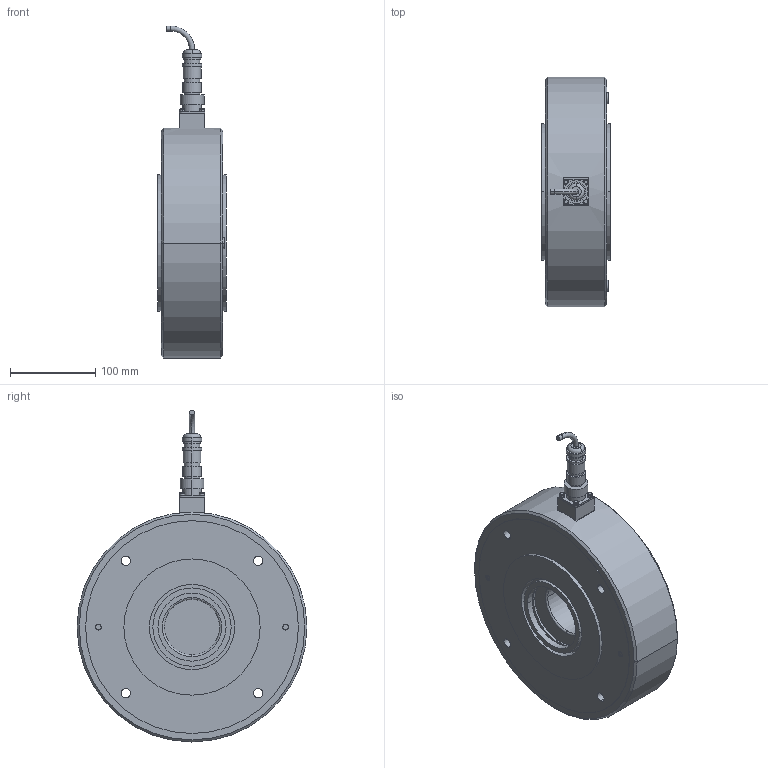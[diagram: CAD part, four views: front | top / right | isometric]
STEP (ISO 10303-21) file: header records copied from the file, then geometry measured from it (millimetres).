
FILE_DESCRIPTION((''),'2;1');
FILE_NAME('31101943_-.stp','2019-10-09T15:42:26',(''),(''),'Mechanical Desktop 2009','Mechanical Desktop 2009',', , ');
FILE_SCHEMA(('CONFIG_CONTROL_DESIGN'));
Length unit declared in the file: millimetre
Products named in the file (33): ZEICHNUNG2; L50008; L4899004; TEIL1AA; L48999A; TEIL1A; L48998; TEIL1; L49026; TEIL1AAAA; I-6KT_SCHRAUBE_M3X25; I-6KT_SCHRAUBE_M3X25A; FEDERRING_M3A; FEDERRING_M3; V_RING_V80A; V_RING_V80AA; L4410401; TEIL1AAA; I-6KT_SCHRAUBE_M8X65A; I-6KT_SCHRAUBE_M8X65; SICHERUNGSRING_J140; SICHERUNGSRING_J140A; PENDELKUGELLAGER_1313TV; PENDELKUGELLAGER_1313TVA; KABELDOSE_PG_AMPH_4-POL; KABELDOSE_PG_AMPH_4-POLA; L50008A; L48999; L48998A; RM_SDB; FLANSCHDOSE_14S-2P_4-POLIG; FLANSCHDOSE_14S-2P_4-POLIGA; RM_SDBA
Assembly tree (39 placements, depth 4):
  ZEICHNUNG2
    L50008
      L4899004
        TEIL1AA
      L48999A
        TEIL1A
      L48998
        TEIL1
      L49026
        TEIL1AAAA
      I-6KT_SCHRAUBE_M3X25  x4
        I-6KT_SCHRAUBE_M3X25A
      FEDERRING_M3A  x4
        FEDERRING_M3
      V_RING_V80A
        V_RING_V80AA
      L4410401  x2
        TEIL1AAA
      I-6KT_SCHRAUBE_M8X65A  x2
        I-6KT_SCHRAUBE_M8X65
      SICHERUNGSRING_J140
        SICHERUNGSRING_J140A
      PENDELKUGELLAGER_1313TV
        PENDELKUGELLAGER_1313TVA
      KABELDOSE_PG_AMPH_4-POL
        KABELDOSE_PG_AMPH_4-POLA
    L50008A
      L48999
      L48998A
    RM_SDB  x3
  FLANSCHDOSE_14S-2P_4-POLIG
  FLANSCHDOSE_14S-2P_4-POLIGA
  RM_SDBA
Bounding box: 80.8 x 270 x 390 mm (x, y, z)
Volume: 3680927.3 mm3; surface area: 573995 mm2
Topology: 20 solids, 20 shells, 369 faces, 850 edges, 560 vertices
Faces by surface type: cylinder 224, plane 89, cone 30, torus 24, bspline 2
Entity records: 9748 total; most frequent: DIRECTION 1802, CARTESIAN_POINT 1622, ORIENTED_EDGE 1332, AXIS2_PLACEMENT_3D 786, EDGE_CURVE 666, VERTEX_POINT 440, CIRCLE 436, EDGE_LOOP 408
